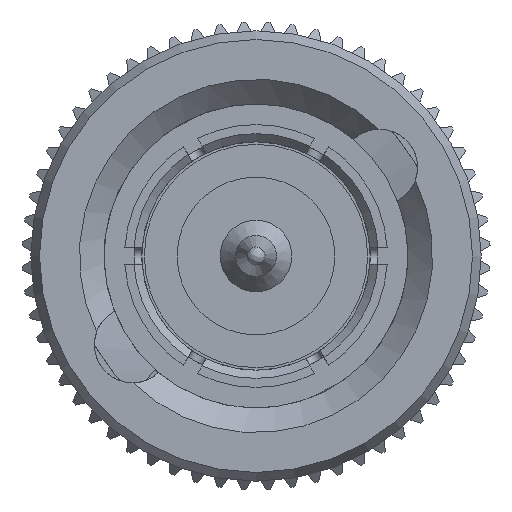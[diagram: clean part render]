
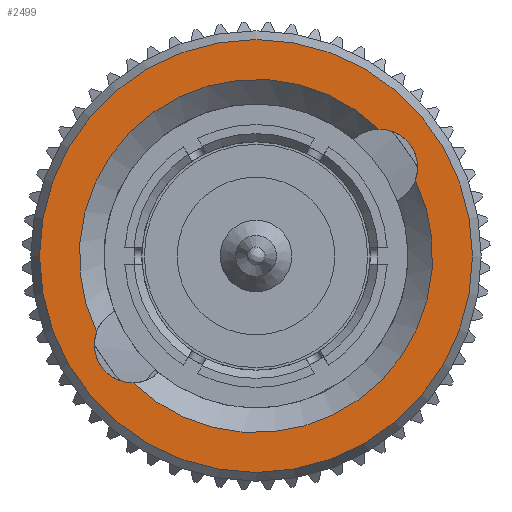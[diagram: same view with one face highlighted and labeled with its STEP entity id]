
A CAD part, left-side view. The second image highlights one B-rep face of the part: STEP entity #2499.
In plain terms, the highlighted planar face has unit normal (-1, 0, 0).
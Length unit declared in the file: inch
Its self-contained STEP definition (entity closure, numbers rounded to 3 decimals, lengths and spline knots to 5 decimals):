
#377 = ORIENTED_EDGE ( 'NONE', *, *, #1589, .F. ) ;
#383 = CARTESIAN_POINT ( 'NONE',  ( 0.33873, 0.14961, -0.15433 ) ) ;
#504 = DIRECTION ( 'NONE',  ( 0., 0., -1. ) ) ;
#579 = AXIS2_PLACEMENT_3D ( 'NONE', #4711, #5935, #504 ) ;
#674 = CIRCLE ( 'NONE', #8062, 0.04645 ) ;
#961 = AXIS2_PLACEMENT_3D ( 'NONE', #3576, #13244, #11142 ) ;
#1119 = CIRCLE ( 'NONE', #579, 0.04645 ) ;
#1281 = EDGE_LOOP ( 'NONE', ( #377 ) ) ;
#1498 = ORIENTED_EDGE ( 'NONE', *, *, #13090, .T. ) ;
#1589 = EDGE_CURVE ( 'NONE', #4744, #4744, #3845, .T. ) ;
#1612 = AXIS2_PLACEMENT_3D ( 'NONE', #9419, #8444, #12675 ) ;
#1690 = FACE_BOUND ( 'NONE', #13183, .T. ) ;
#2499 = ADVANCED_FACE ( 'NONE', ( #9956, #1690 ), #11399, .F. ) ;
#2603 = EDGE_CURVE ( 'NONE', #10622, #3258, #674, .T. ) ;
#3258 = VERTEX_POINT ( 'NONE', #10124 ) ;
#3431 = AXIS2_PLACEMENT_3D ( 'NONE', #4927, #12450, #6016 ) ;
#3567 = CARTESIAN_POINT ( 'NONE',  ( 0.33873, 0., 0. ) ) ;
#3576 = CARTESIAN_POINT ( 'NONE',  ( 0.33873, 0., 0. ) ) ;
#3845 = CIRCLE ( 'NONE', #1612, 0.26339 ) ;
#4139 = EDGE_CURVE ( 'NONE', #4732, #10622, #13288, .T. ) ;
#4711 = CARTESIAN_POINT ( 'NONE',  ( 0.33873, 0.15021, -0.10789 ) ) ;
#4732 = VERTEX_POINT ( 'NONE', #9300 ) ;
#4744 = VERTEX_POINT ( 'NONE', #12743 ) ;
#4927 = CARTESIAN_POINT ( 'NONE',  ( 0.33873, 0., -0.26339 ) ) ;
#5338 = EDGE_CURVE ( 'NONE', #7956, #4732, #1119, .T. ) ;
#5935 = DIRECTION ( 'NONE',  ( 1., 0., 0. ) ) ;
#6016 = DIRECTION ( 'NONE',  ( 0., 0., -1. ) ) ;
#6568 = ORIENTED_EDGE ( 'NONE', *, *, #2603, .T. ) ;
#7956 = VERTEX_POINT ( 'NONE', #383 ) ;
#8062 = AXIS2_PLACEMENT_3D ( 'NONE', #10959, #12779, #9611 ) ;
#8444 = DIRECTION ( 'NONE',  ( 1., 0., 0. ) ) ;
#8789 = CIRCLE ( 'NONE', #961, 0.21494 ) ;
#9300 = CARTESIAN_POINT ( 'NONE',  ( 0.33873, 0.19403, -0.09247 ) ) ;
#9419 = CARTESIAN_POINT ( 'NONE',  ( 0.33873, 0., 0. ) ) ;
#9611 = DIRECTION ( 'NONE',  ( 0., 0., -1. ) ) ;
#9956 = FACE_OUTER_BOUND ( 'NONE', #1281, .T. ) ;
#10124 = CARTESIAN_POINT ( 'NONE',  ( 0.33873, -0.19403, 0.09247 ) ) ;
#10622 = VERTEX_POINT ( 'NONE', #11904 ) ;
#10959 = CARTESIAN_POINT ( 'NONE',  ( 0.33873, -0.15021, 0.10789 ) ) ;
#11133 = DIRECTION ( 'NONE',  ( 1., 0., 0. ) ) ;
#11142 = DIRECTION ( 'NONE',  ( 0., 0., 1. ) ) ;
#11399 = PLANE ( 'NONE',  #3431 ) ;
#11535 = ORIENTED_EDGE ( 'NONE', *, *, #4139, .T. ) ;
#11904 = CARTESIAN_POINT ( 'NONE',  ( 0.33873, -0.14961, 0.15433 ) ) ;
#12187 = DIRECTION ( 'NONE',  ( 0., 0., 1. ) ) ;
#12450 = DIRECTION ( 'NONE',  ( 1., 0., 0. ) ) ;
#12675 = DIRECTION ( 'NONE',  ( 0., 0., -1. ) ) ;
#12743 = CARTESIAN_POINT ( 'NONE',  ( 0.33873, 0., -0.26339 ) ) ;
#12779 = DIRECTION ( 'NONE',  ( 1., 0., 0. ) ) ;
#13090 = EDGE_CURVE ( 'NONE', #3258, #7956, #8789, .T. ) ;
#13183 = EDGE_LOOP ( 'NONE', ( #11535, #6568, #1498, #13731 ) ) ;
#13206 = AXIS2_PLACEMENT_3D ( 'NONE', #3567, #11133, #12187 ) ;
#13244 = DIRECTION ( 'NONE',  ( 1., 0., 0. ) ) ;
#13288 = CIRCLE ( 'NONE', #13206, 0.21494 ) ;
#13731 = ORIENTED_EDGE ( 'NONE', *, *, #5338, .T. ) ;
